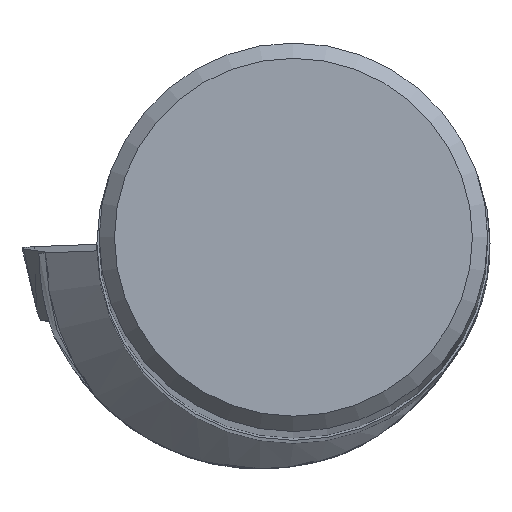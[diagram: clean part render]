
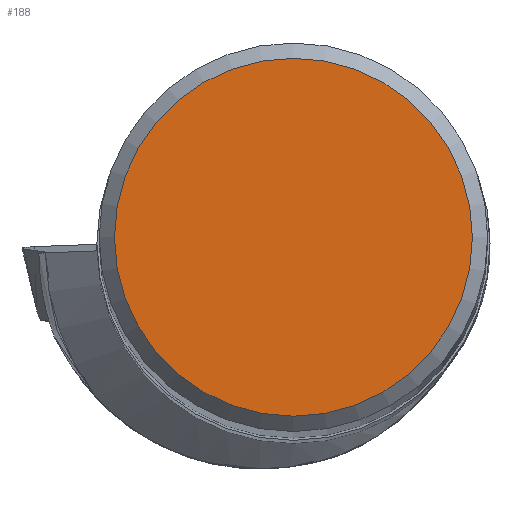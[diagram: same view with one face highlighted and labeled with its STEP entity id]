
A CAD part, top view. The second image highlights one B-rep face of the part: STEP entity #188.
In plain terms, the highlighted planar face has unit normal (0, 0, 1).
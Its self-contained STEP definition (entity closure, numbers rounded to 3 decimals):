
#157=CIRCLE('',#858,5.85);
#188=ADVANCED_FACE('',(#250),#225,.F.);
#225=PLANE('',#859);
#250=FACE_OUTER_BOUND('',#287,.T.);
#287=EDGE_LOOP('',(#433));
#433=ORIENTED_EDGE('',*,*,#638,.F.);
#563=VERTEX_POINT('',#1286);
#638=EDGE_CURVE('',#563,#563,#157,.T.);
#858=AXIS2_PLACEMENT_3D('',#1285,#1004,#1005);
#859=AXIS2_PLACEMENT_3D('',#1287,#1006,#1007);
#1004=DIRECTION('',(0.,0.,-1.));
#1005=DIRECTION('',(0.,-1.,0.));
#1006=DIRECTION('',(0.,0.,-1.));
#1007=DIRECTION('',(0.,-1.,0.));
#1285=CARTESIAN_POINT('',(0.,0.,0.));
#1286=CARTESIAN_POINT('',(0.,-5.85,0.));
#1287=CARTESIAN_POINT('',(0.,0.,0.));
